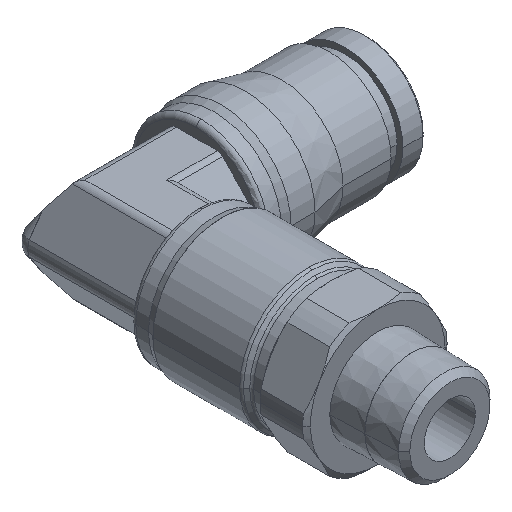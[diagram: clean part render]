
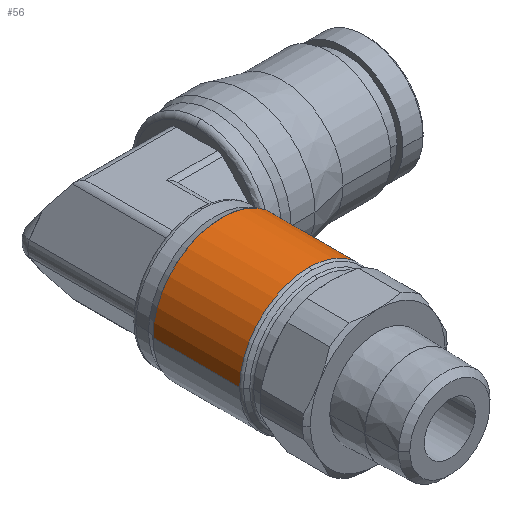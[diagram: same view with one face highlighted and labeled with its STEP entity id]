
A CAD part, isometric view. The second image highlights one B-rep face of the part: STEP entity #56.
In plain terms, the highlighted cylindrical face has radius 7.205 mm (diameter 14.41 mm), a partial arc.
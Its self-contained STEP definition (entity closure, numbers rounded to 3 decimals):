
#56=ADVANCED_FACE('',(#208),#209,.T.);
#208=FACE_OUTER_BOUND('',#503,.T.);
#209=CYLINDRICAL_SURFACE('',#504,7.205);
#503=EDGE_LOOP('',(#853,#854,#855,#856,#857));
#504=AXIS2_PLACEMENT_3D('',#858,#859,#860);
#853=ORIENTED_EDGE('',*,*,#1924,.F.);
#854=ORIENTED_EDGE('',*,*,#1925,.T.);
#855=ORIENTED_EDGE('',*,*,#1926,.T.);
#856=ORIENTED_EDGE('',*,*,#1927,.F.);
#857=ORIENTED_EDGE('',*,*,#1928,.F.);
#858=CARTESIAN_POINT('',(-25.243,-14.62,0.0));
#859=DIRECTION('',(0.,1.0,0.0));
#860=DIRECTION('',(-1.0,0.,0.0));
#1924=EDGE_CURVE('',#2302,#2303,#2304,.T.);
#1925=EDGE_CURVE('',#2302,#2305,#2306,.T.);
#1926=EDGE_CURVE('',#2305,#2307,#2308,.T.);
#1927=EDGE_CURVE('',#2309,#2307,#2310,.T.);
#1928=EDGE_CURVE('',#2303,#2309,#2311,.T.);
#2302=VERTEX_POINT('',#4342);
#2303=VERTEX_POINT('',#4343);
#2304=LINE('',#4344,#4345);
#2305=VERTEX_POINT('',#4346);
#2306=CIRCLE('',#4347,7.205);
#2307=VERTEX_POINT('',#4348);
#2308=CIRCLE('',#4349,7.205);
#2309=VERTEX_POINT('',#4350);
#2310=LINE('',#4351,#4352);
#2311=CIRCLE('',#4353,7.205);
#4342=CARTESIAN_POINT('',(-32.448,-19.133,0.0));
#4343=CARTESIAN_POINT('',(-32.448,-10.107,0.0));
#4344=CARTESIAN_POINT('',(-32.448,-14.62,0.));
#4345=VECTOR('',#7021,1.0);
#4346=CARTESIAN_POINT('',(-25.243,-19.133,7.205));
#4347=AXIS2_PLACEMENT_3D('',#7022,#7023,#7024);
#4348=CARTESIAN_POINT('',(-18.038,-19.133,0.));
#4349=AXIS2_PLACEMENT_3D('',#7025,#7026,#7027);
#4350=CARTESIAN_POINT('',(-18.038,-10.107,0.));
#4351=CARTESIAN_POINT('',(-18.038,-14.62,0.));
#4352=VECTOR('',#7028,1.0);
#4353=AXIS2_PLACEMENT_3D('',#7029,#7030,#7031);
#7021=DIRECTION('',(0.,1.0,0.0));
#7022=CARTESIAN_POINT('',(-25.243,-19.133,0.0));
#7023=DIRECTION('',(0.,1.0,0.0));
#7024=DIRECTION('',(-1.0,0.,0.0));
#7025=CARTESIAN_POINT('',(-25.243,-19.133,0.0));
#7026=DIRECTION('',(0.,1.0,0.0));
#7027=DIRECTION('',(-1.0,0.,0.0));
#7028=DIRECTION('',(0.,-1.0,-0.0));
#7029=CARTESIAN_POINT('',(-25.243,-10.107,0.0));
#7030=DIRECTION('',(0.,1.0,0.0));
#7031=DIRECTION('',(-1.0,0.,0.0));
